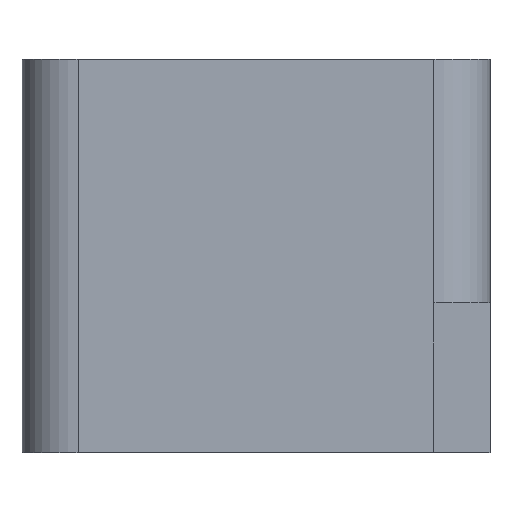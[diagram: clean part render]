
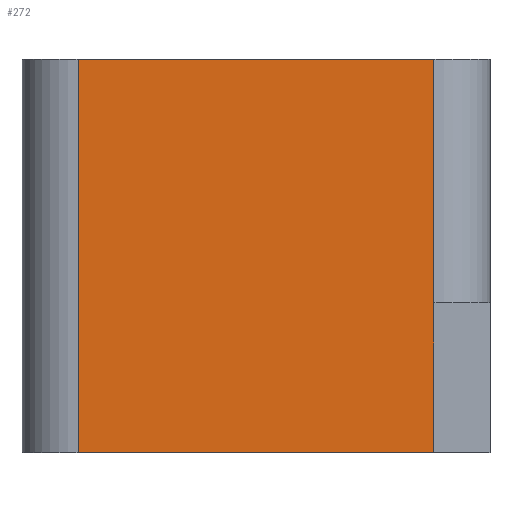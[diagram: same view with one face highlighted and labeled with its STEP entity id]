
A CAD part, front view. The second image highlights one B-rep face of the part: STEP entity #272.
In plain terms, the highlighted planar face has unit normal (0, -1, 0).
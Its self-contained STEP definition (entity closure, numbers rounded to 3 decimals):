
#21 = EDGE_CURVE('',#22,#24,#26,.T.);
#22 = VERTEX_POINT('',#23);
#23 = CARTESIAN_POINT('',(-12.,-20.,21.));
#24 = VERTEX_POINT('',#25);
#25 = CARTESIAN_POINT('',(7.,-20.,21.));
#26 = LINE('',#27,#28);
#27 = CARTESIAN_POINT('',(-15.,-20.,21.));
#28 = VECTOR('',#29,1.);
#29 = DIRECTION('',(1.,0.,0.));
#272 = ADVANCED_FACE('',(#273),#306,.T.);
#273 = FACE_BOUND('',#274,.T.);
#274 = EDGE_LOOP('',(#275,#285,#293,#299,#300));
#275 = ORIENTED_EDGE('',*,*,#276,.T.);
#276 = EDGE_CURVE('',#277,#279,#281,.T.);
#277 = VERTEX_POINT('',#278);
#278 = CARTESIAN_POINT('',(-12.,-20.,0.));
#279 = VERTEX_POINT('',#280);
#280 = CARTESIAN_POINT('',(7.,-20.,0.));
#281 = LINE('',#282,#283);
#282 = CARTESIAN_POINT('',(-15.,-20.,0.));
#283 = VECTOR('',#284,1.);
#284 = DIRECTION('',(1.,0.,0.));
#285 = ORIENTED_EDGE('',*,*,#286,.T.);
#286 = EDGE_CURVE('',#279,#287,#289,.T.);
#287 = VERTEX_POINT('',#288);
#288 = CARTESIAN_POINT('',(7.,-20.,8.));
#289 = LINE('',#290,#291);
#290 = CARTESIAN_POINT('',(7.,-20.,0.));
#291 = VECTOR('',#292,1.);
#292 = DIRECTION('',(0.,0.,1.));
#293 = ORIENTED_EDGE('',*,*,#294,.T.);
#294 = EDGE_CURVE('',#287,#24,#295,.T.);
#295 = LINE('',#296,#297);
#296 = CARTESIAN_POINT('',(7.,-20.,8.));
#297 = VECTOR('',#298,1.);
#298 = DIRECTION('',(0.,0.,1.));
#299 = ORIENTED_EDGE('',*,*,#21,.F.);
#300 = ORIENTED_EDGE('',*,*,#301,.F.);
#301 = EDGE_CURVE('',#277,#22,#302,.T.);
#302 = LINE('',#303,#304);
#303 = CARTESIAN_POINT('',(-12.,-20.,0.));
#304 = VECTOR('',#305,1.);
#305 = DIRECTION('',(0.,0.,1.));
#306 = PLANE('',#307);
#307 = AXIS2_PLACEMENT_3D('',#308,#309,#310);
#308 = CARTESIAN_POINT('',(-2.761,-20.,10.761));
#309 = DIRECTION('',(-0.,-1.,-0.));
#310 = DIRECTION('',(0.,0.,-1.));
